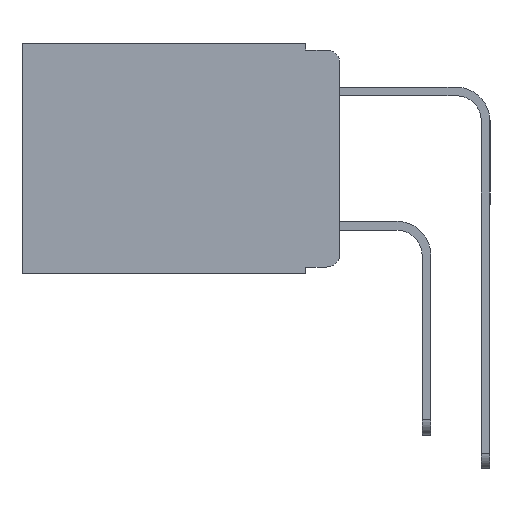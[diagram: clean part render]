
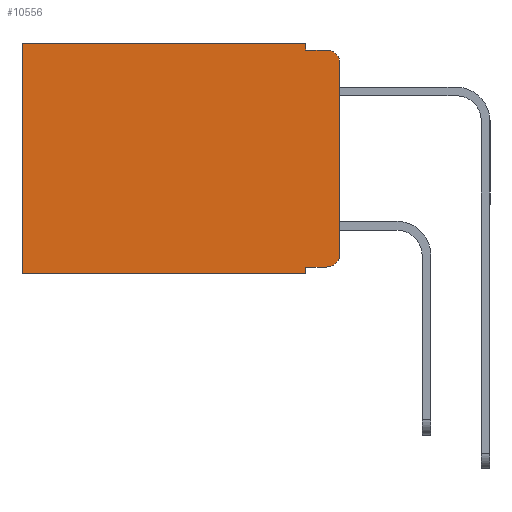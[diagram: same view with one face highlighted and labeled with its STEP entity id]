
A CAD part, left-side view. The second image highlights one B-rep face of the part: STEP entity #10556.
In plain terms, the highlighted planar face has unit normal (-1, 0, 0).
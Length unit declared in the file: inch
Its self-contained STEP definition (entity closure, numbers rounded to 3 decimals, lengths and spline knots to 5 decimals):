
#361 = CARTESIAN_POINT ( 'NONE',  ( 0.298, 0.473, 0. ) ) ;
#531 = CARTESIAN_POINT ( 'NONE',  ( 0.298, 0.02, -0.03 ) ) ;
#795 = EDGE_CURVE ( 'NONE', #3667, #5585, #10502, .T. ) ;
#854 = VECTOR ( 'NONE', #11002, 39.37008 ) ;
#908 = VECTOR ( 'NONE', #8638, 39.37008 ) ;
#1001 = EDGE_CURVE ( 'NONE', #2796, #13598, #4176, .T. ) ;
#1088 = DIRECTION ( 'NONE',  ( 0., 1., 0. ) ) ;
#1136 = ORIENTED_EDGE ( 'NONE', *, *, #1001, .F. ) ;
#2256 = CARTESIAN_POINT ( 'NONE',  ( 0.298, 0., -0.313 ) ) ;
#2297 = ORIENTED_EDGE ( 'NONE', *, *, #17763, .F. ) ;
#2796 = VERTEX_POINT ( 'NONE', #16221 ) ;
#2927 = FACE_OUTER_BOUND ( 'NONE', #14559, .T. ) ;
#3016 = VERTEX_POINT ( 'NONE', #3147 ) ;
#3147 = CARTESIAN_POINT ( 'NONE',  ( 0.298, 0.051, 0. ) ) ;
#3156 = DIRECTION ( 'NONE',  ( 0., 0., -1. ) ) ;
#3216 = VERTEX_POINT ( 'NONE', #5630 ) ;
#3372 = DIRECTION ( 'NONE',  ( 0., 0., -1. ) ) ;
#3667 = VERTEX_POINT ( 'NONE', #16905 ) ;
#3668 = VERTEX_POINT ( 'NONE', #12431 ) ;
#3723 = EDGE_CURVE ( 'NONE', #3668, #4851, #8363, .T. ) ;
#3977 = CARTESIAN_POINT ( 'NONE',  ( 0.298, 0., 0. ) ) ;
#4061 = AXIS2_PLACEMENT_3D ( 'NONE', #13458, #10012, #5032 ) ;
#4176 = LINE ( 'NONE', #11155, #11157 ) ;
#4227 = DIRECTION ( 'NONE',  ( 0., 1., 0. ) ) ;
#4501 = LINE ( 'NONE', #361, #908 ) ;
#4851 = VERTEX_POINT ( 'NONE', #2256 ) ;
#5032 = DIRECTION ( 'NONE',  ( 0., 0., -1. ) ) ;
#5166 = EDGE_CURVE ( 'NONE', #3016, #15902, #17106, .T. ) ;
#5585 = VERTEX_POINT ( 'NONE', #6582 ) ;
#5598 = VECTOR ( 'NONE', #3156, 39.37008 ) ;
#5630 = CARTESIAN_POINT ( 'NONE',  ( 0.298, 0.473, -0.343 ) ) ;
#6582 = CARTESIAN_POINT ( 'NONE',  ( 0.298, 0.02, -0.01 ) ) ;
#7295 = ORIENTED_EDGE ( 'NONE', *, *, #5166, .T. ) ;
#7395 = EDGE_CURVE ( 'NONE', #3667, #4851, #13860, .T. ) ;
#8120 = DIRECTION ( 'NONE',  ( 1., 0., 0. ) ) ;
#8196 = LINE ( 'NONE', #9601, #854 ) ;
#8363 = CIRCLE ( 'NONE', #4061, 0.02 ) ;
#8427 = LINE ( 'NONE', #13147, #15329 ) ;
#8498 = AXIS2_PLACEMENT_3D ( 'NONE', #531, #8847, #11350 ) ;
#8638 = DIRECTION ( 'NONE',  ( 0., 0., -1. ) ) ;
#8847 = DIRECTION ( 'NONE',  ( -1., 0., 0. ) ) ;
#9118 = LINE ( 'NONE', #11708, #13685 ) ;
#9206 = DIRECTION ( 'NONE',  ( 0., 0., -1. ) ) ;
#9314 = EDGE_CURVE ( 'NONE', #2796, #3668, #8196, .T. ) ;
#9601 = CARTESIAN_POINT ( 'NONE',  ( 0.298, 0.051, -0.333 ) ) ;
#10012 = DIRECTION ( 'NONE',  ( -1., 0., 0. ) ) ;
#10083 = CARTESIAN_POINT ( 'NONE',  ( 0.298, 0., 0. ) ) ;
#10205 = ORIENTED_EDGE ( 'NONE', *, *, #13729, .F. ) ;
#10327 = ORIENTED_EDGE ( 'NONE', *, *, #9314, .T. ) ;
#10502 = CIRCLE ( 'NONE', #8498, 0.02 ) ;
#10556 = ADVANCED_FACE ( 'NONE', ( #2927 ), #12232, .F. ) ;
#10844 = CARTESIAN_POINT ( 'NONE',  ( 0.298, 0., 0. ) ) ;
#11002 = DIRECTION ( 'NONE',  ( 0., -1., 0. ) ) ;
#11155 = CARTESIAN_POINT ( 'NONE',  ( 0.298, 0.051, 0. ) ) ;
#11157 = VECTOR ( 'NONE', #9206, 39.37008 ) ;
#11350 = DIRECTION ( 'NONE',  ( 0., 0., -1. ) ) ;
#11406 = VERTEX_POINT ( 'NONE', #12866 ) ;
#11708 = CARTESIAN_POINT ( 'NONE',  ( 0.298, 0.051, 0. ) ) ;
#12232 = PLANE ( 'NONE',  #17283 ) ;
#12431 = CARTESIAN_POINT ( 'NONE',  ( 0.298, 0.02, -0.333 ) ) ;
#12866 = CARTESIAN_POINT ( 'NONE',  ( 0.298, 0.051, -0.01 ) ) ;
#13113 = ORIENTED_EDGE ( 'NONE', *, *, #15266, .F. ) ;
#13147 = CARTESIAN_POINT ( 'NONE',  ( 0.298, 0.051, -0.01 ) ) ;
#13373 = CARTESIAN_POINT ( 'NONE',  ( 0.298, 0.473, 0. ) ) ;
#13458 = CARTESIAN_POINT ( 'NONE',  ( 0.298, 0.02, -0.313 ) ) ;
#13506 = VECTOR ( 'NONE', #4227, 39.37008 ) ;
#13598 = VERTEX_POINT ( 'NONE', #15537 ) ;
#13685 = VECTOR ( 'NONE', #3372, 39.37008 ) ;
#13711 = ORIENTED_EDGE ( 'NONE', *, *, #7395, .F. ) ;
#13728 = LINE ( 'NONE', #17559, #16476 ) ;
#13729 = EDGE_CURVE ( 'NONE', #3016, #11406, #9118, .T. ) ;
#13860 = LINE ( 'NONE', #10083, #5598 ) ;
#14240 = ORIENTED_EDGE ( 'NONE', *, *, #3723, .T. ) ;
#14249 = ORIENTED_EDGE ( 'NONE', *, *, #795, .T. ) ;
#14296 = EDGE_CURVE ( 'NONE', #15902, #3216, #4501, .T. ) ;
#14532 = DIRECTION ( 'NONE',  ( 0., -1., 0. ) ) ;
#14559 = EDGE_LOOP ( 'NONE', ( #13711, #14249, #2297, #10205, #7295, #16590, #13113, #1136, #10327, #14240 ) ) ;
#15266 = EDGE_CURVE ( 'NONE', #13598, #3216, #13728, .T. ) ;
#15329 = VECTOR ( 'NONE', #14532, 39.37008 ) ;
#15537 = CARTESIAN_POINT ( 'NONE',  ( 0.298, 0.051, -0.343 ) ) ;
#15902 = VERTEX_POINT ( 'NONE', #13373 ) ;
#16221 = CARTESIAN_POINT ( 'NONE',  ( 0.298, 0.051, -0.333 ) ) ;
#16476 = VECTOR ( 'NONE', #1088, 39.37008 ) ;
#16590 = ORIENTED_EDGE ( 'NONE', *, *, #14296, .T. ) ;
#16905 = CARTESIAN_POINT ( 'NONE',  ( 0.298, 0., -0.03 ) ) ;
#17106 = LINE ( 'NONE', #3977, #13506 ) ;
#17283 = AXIS2_PLACEMENT_3D ( 'NONE', #10844, #8120, #17717 ) ;
#17559 = CARTESIAN_POINT ( 'NONE',  ( 0.298, 0., -0.343 ) ) ;
#17717 = DIRECTION ( 'NONE',  ( 0., 0., -1. ) ) ;
#17763 = EDGE_CURVE ( 'NONE', #11406, #5585, #8427, .T. ) ;
